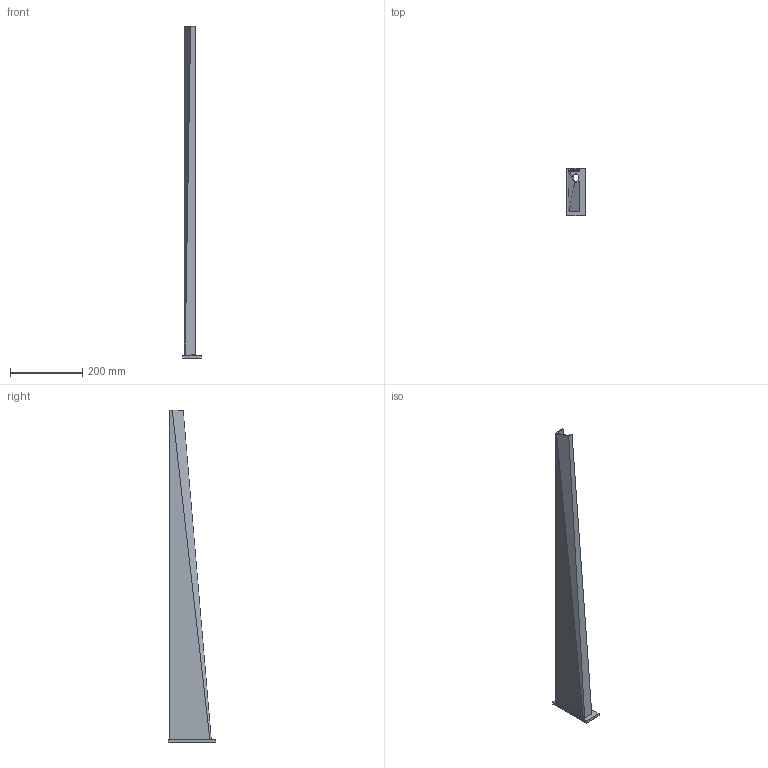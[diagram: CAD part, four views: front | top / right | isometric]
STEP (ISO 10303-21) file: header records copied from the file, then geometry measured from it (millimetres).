
FILE_DESCRIPTION (( 'STEP AP214' ), '1' );
FILE_NAME ('6419840.stp', '2020-09-22T07:48:54', ( '' ), ( '' ), 'SwSTEP 2.0', 'SolidWorks 2020', '' );
FILE_SCHEMA (( 'AUTOMOTIVE_DESIGN' ));
Length unit declared in the file: millimetre
Products named in the file (3): KTS 04.020-006_L=130, t=8, L.loch=13; 140591_Formteil AW-AS 30-710; 6419840
Assembly tree (2 placements, depth 2):
  6419840
    KTS 04.020-006_L=130, t=8, L.loch=13
    140591_Formteil AW-AS 30-710
Bounding box: 50 x 130 x 918.08 mm (x, y, z)
Volume: 375580.7 mm3; surface area: 241960.7 mm2
Topology: 2 solids, 2 shells, 75 faces, 214 edges, 143 vertices
Faces by surface type: plane 44, cylinder 26, bspline 5
Entity records: 2664 total; most frequent: CARTESIAN_POINT 578, ORIENTED_EDGE 428, DIRECTION 388, EDGE_CURVE 214, VERTEX_POINT 143, VECTOR 134, LINE 134, AXIS2_PLACEMENT_3D 127
